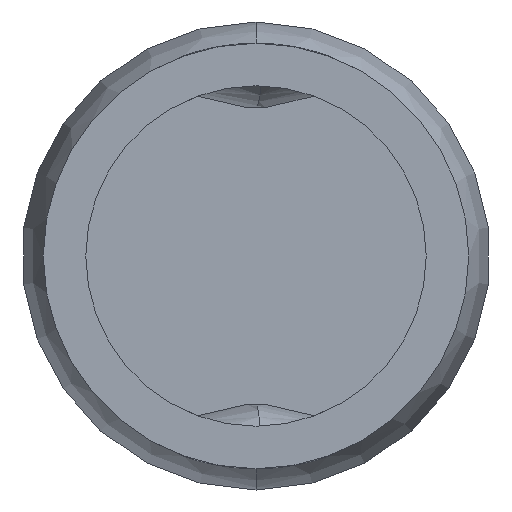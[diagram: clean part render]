
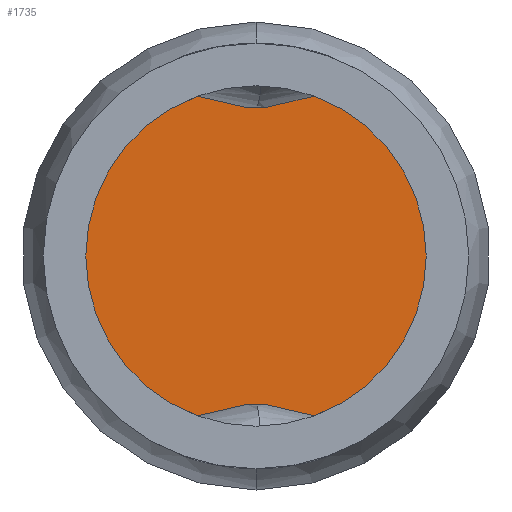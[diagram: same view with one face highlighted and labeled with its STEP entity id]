
A CAD part, front view. The second image highlights one B-rep face of the part: STEP entity #1735.
In plain terms, the highlighted planar face has unit normal (0, -1, 0).
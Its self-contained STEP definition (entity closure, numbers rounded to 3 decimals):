
#1186 = EDGE_CURVE ( 'Defeature ausgef�hrt3_0+Defeature ausgef�hrt3_28+Defeature ausgef�hrt3_28+Defeature ausgef�hrt3_28', #2506, #1287, #2624, .T. ) ;
#1287 = VERTEX_POINT ( 'NONE', #3988 ) ;
#1321 = DIRECTION ( 'NONE',  ( 0., 0., 1. ) ) ;
#1672 = AXIS2_PLACEMENT_3D ( 'NONE', #3772, #3300, #2692 ) ;
#1716 = CIRCLE ( 'NONE', #1672, 0.4 ) ;
#1728 = FACE_OUTER_BOUND ( 'NONE', #3219, .T. ) ;
#1735 = ADVANCED_FACE ( 'Defeature ausgef�hrt3_28', ( #1728 ), #2439, .F. ) ;
#1785 = DIRECTION ( 'NONE',  ( 0., 1., 0. ) ) ;
#1863 = ORIENTED_EDGE ( 'NONE', *, *, #1186, .F. ) ;
#2439 = PLANE ( 'NONE',  #3700 ) ;
#2506 = VERTEX_POINT ( 'NONE', #5054 ) ;
#2624 = CIRCLE ( 'NONE', #5690, 0.4 ) ;
#2692 = DIRECTION ( 'NONE',  ( 0., 0., 1. ) ) ;
#3219 = EDGE_LOOP ( 'NONE', ( #1863, #5675 ) ) ;
#3300 = DIRECTION ( 'NONE',  ( 0., 1., 0. ) ) ;
#3495 = EDGE_CURVE ( 'Defeature ausgef�hrt3_0+Defeature ausgef�hrt3_28+Defeature ausgef�hrt3_28+Defeature ausgef�hrt3_28', #1287, #2506, #1716, .T. ) ;
#3700 = AXIS2_PLACEMENT_3D ( 'NONE', #5602, #4593, #4083 ) ;
#3772 = CARTESIAN_POINT ( 'NONE',  ( 0., 5.2, 0. ) ) ;
#3988 = CARTESIAN_POINT ( 'NONE',  ( 0., 5.2, -0.4 ) ) ;
#4083 = DIRECTION ( 'NONE',  ( 0., 0., 1. ) ) ;
#4593 = DIRECTION ( 'NONE',  ( 0., 1., 0. ) ) ;
#5054 = CARTESIAN_POINT ( 'NONE',  ( 0., 5.2, 0.4 ) ) ;
#5493 = CARTESIAN_POINT ( 'NONE',  ( 0., 5.2, 0. ) ) ;
#5602 = CARTESIAN_POINT ( 'NONE',  ( 0., 5.2, 0. ) ) ;
#5675 = ORIENTED_EDGE ( 'NONE', *, *, #3495, .F. ) ;
#5690 = AXIS2_PLACEMENT_3D ( 'NONE', #5493, #1785, #1321 ) ;
